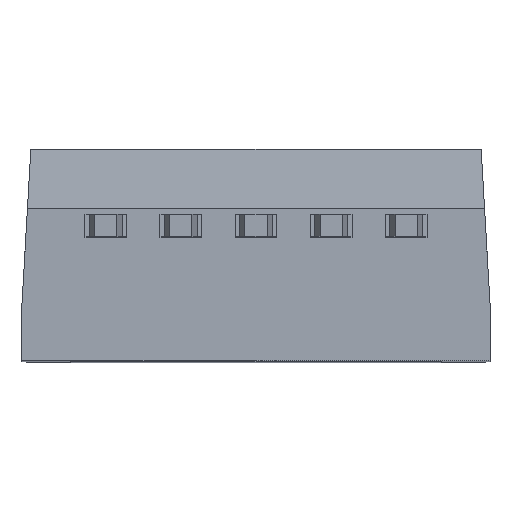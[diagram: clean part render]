
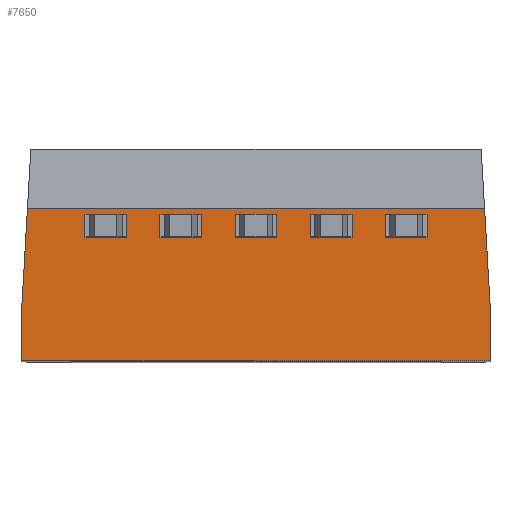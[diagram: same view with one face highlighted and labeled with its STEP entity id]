
A CAD part, top view. The second image highlights one B-rep face of the part: STEP entity #7650.
In plain terms, the highlighted planar face has unit normal (0, 0, 1).
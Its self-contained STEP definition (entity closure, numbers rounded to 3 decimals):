
#65=DIRECTION('',(1.,0.,0.));
#66=VECTOR('',#65,10.6);
#67=CARTESIAN_POINT('',(-5.3,0.,0.));
#68=LINE('',#67,#66);
#198=DIRECTION('',(0.,1.,0.));
#199=VECTOR('',#198,1.3);
#200=CARTESIAN_POINT('',(5.3,0.,0.));
#201=LINE('',#200,#199);
#219=DIRECTION('',(-0.057,0.998,0.));
#220=VECTOR('',#219,2.154);
#221=CARTESIAN_POINT('',(5.3,1.3,0.));
#222=LINE('',#221,#220);
#226=DIRECTION('',(0.,1.,0.));
#227=VECTOR('',#226,1.3);
#228=CARTESIAN_POINT('',(-5.3,0.,0.));
#229=LINE('',#228,#227);
#233=DIRECTION('',(-0.057,-0.998,0.));
#234=VECTOR('',#233,2.154);
#235=CARTESIAN_POINT('',(-5.177,3.45,0.));
#236=LINE('',#235,#234);
#240=DIRECTION('',(1.,0.,0.));
#241=VECTOR('',#240,10.354);
#242=CARTESIAN_POINT('',(-5.177,3.45,0.));
#243=LINE('',#242,#241);
#247=DIRECTION('',(1.,0.,0.));
#248=VECTOR('',#247,0.75);
#249=CARTESIAN_POINT('',(-3.775,2.8,0.));
#250=LINE('',#249,#248);
#254=DIRECTION('',(0.,1.,0.));
#255=VECTOR('',#254,0.5);
#256=CARTESIAN_POINT('',(-3.025,2.8,0.));
#257=LINE('',#256,#255);
#261=DIRECTION('',(1.,0.,0.));
#262=VECTOR('',#261,0.75);
#263=CARTESIAN_POINT('',(-3.775,3.3,0.));
#264=LINE('',#263,#262);
#268=DIRECTION('',(0.,1.,0.));
#269=VECTOR('',#268,0.5);
#270=CARTESIAN_POINT('',(-3.775,2.8,0.));
#271=LINE('',#270,#269);
#275=DIRECTION('',(1.,0.,0.));
#276=VECTOR('',#275,0.75);
#277=CARTESIAN_POINT('',(-2.075,2.8,0.));
#278=LINE('',#277,#276);
#282=DIRECTION('',(0.,1.,0.));
#283=VECTOR('',#282,0.5);
#284=CARTESIAN_POINT('',(-1.325,2.8,0.));
#285=LINE('',#284,#283);
#289=DIRECTION('',(1.,0.,0.));
#290=VECTOR('',#289,0.75);
#291=CARTESIAN_POINT('',(-2.075,3.3,0.));
#292=LINE('',#291,#290);
#296=DIRECTION('',(0.,1.,0.));
#297=VECTOR('',#296,0.5);
#298=CARTESIAN_POINT('',(-2.075,2.8,0.));
#299=LINE('',#298,#297);
#303=DIRECTION('',(1.,0.,0.));
#304=VECTOR('',#303,0.75);
#305=CARTESIAN_POINT('',(-0.375,2.8,0.));
#306=LINE('',#305,#304);
#310=DIRECTION('',(0.,1.,0.));
#311=VECTOR('',#310,0.5);
#312=CARTESIAN_POINT('',(0.375,2.8,0.));
#313=LINE('',#312,#311);
#317=DIRECTION('',(1.,0.,0.));
#318=VECTOR('',#317,0.75);
#319=CARTESIAN_POINT('',(-0.375,3.3,0.));
#320=LINE('',#319,#318);
#324=DIRECTION('',(0.,1.,0.));
#325=VECTOR('',#324,0.5);
#326=CARTESIAN_POINT('',(-0.375,2.8,0.));
#327=LINE('',#326,#325);
#331=DIRECTION('',(1.,0.,0.));
#332=VECTOR('',#331,0.75);
#333=CARTESIAN_POINT('',(1.325,2.8,0.));
#334=LINE('',#333,#332);
#338=DIRECTION('',(0.,1.,0.));
#339=VECTOR('',#338,0.5);
#340=CARTESIAN_POINT('',(2.075,2.8,0.));
#341=LINE('',#340,#339);
#345=DIRECTION('',(1.,0.,0.));
#346=VECTOR('',#345,0.75);
#347=CARTESIAN_POINT('',(1.325,3.3,0.));
#348=LINE('',#347,#346);
#352=DIRECTION('',(0.,1.,0.));
#353=VECTOR('',#352,0.5);
#354=CARTESIAN_POINT('',(1.325,2.8,0.));
#355=LINE('',#354,#353);
#359=DIRECTION('',(1.,0.,0.));
#360=VECTOR('',#359,0.75);
#361=CARTESIAN_POINT('',(3.025,2.8,0.));
#362=LINE('',#361,#360);
#366=DIRECTION('',(0.,1.,0.));
#367=VECTOR('',#366,0.5);
#368=CARTESIAN_POINT('',(3.775,2.8,0.));
#369=LINE('',#368,#367);
#373=DIRECTION('',(1.,0.,0.));
#374=VECTOR('',#373,0.75);
#375=CARTESIAN_POINT('',(3.025,3.3,0.));
#376=LINE('',#375,#374);
#380=DIRECTION('',(0.,1.,0.));
#381=VECTOR('',#380,0.5);
#382=CARTESIAN_POINT('',(3.025,2.8,0.));
#383=LINE('',#382,#381);
#6173=CARTESIAN_POINT('',(-5.3,0.,0.));
#6174=CARTESIAN_POINT('',(5.3,0.,0.));
#6175=VERTEX_POINT('',#6173);
#6176=VERTEX_POINT('',#6174);
#6181=CARTESIAN_POINT('',(5.3,1.3,0.));
#6183=VERTEX_POINT('',#6181);
#6185=CARTESIAN_POINT('',(5.177,3.45,0.));
#6186=VERTEX_POINT('',#6185);
#6195=CARTESIAN_POINT('',(-5.177,3.45,0.));
#6196=CARTESIAN_POINT('',(-5.3,1.3,0.));
#6197=VERTEX_POINT('',#6195);
#6198=VERTEX_POINT('',#6196);
#6261=CARTESIAN_POINT('',(-3.775,2.8,0.));
#6262=CARTESIAN_POINT('',(-3.025,2.8,0.));
#6263=VERTEX_POINT('',#6261);
#6264=VERTEX_POINT('',#6262);
#6265=CARTESIAN_POINT('',(-2.075,2.8,0.));
#6266=CARTESIAN_POINT('',(-1.325,2.8,0.));
#6267=VERTEX_POINT('',#6265);
#6268=VERTEX_POINT('',#6266);
#6269=CARTESIAN_POINT('',(-0.375,2.8,0.));
#6270=CARTESIAN_POINT('',(0.375,2.8,0.));
#6271=VERTEX_POINT('',#6269);
#6272=VERTEX_POINT('',#6270);
#6917=CARTESIAN_POINT('',(-3.775,3.3,0.));
#6918=CARTESIAN_POINT('',(-3.025,3.3,0.));
#6919=VERTEX_POINT('',#6917);
#6920=VERTEX_POINT('',#6918);
#6921=CARTESIAN_POINT('',(-2.075,3.3,0.));
#6922=CARTESIAN_POINT('',(-1.325,3.3,0.));
#6923=VERTEX_POINT('',#6921);
#6924=VERTEX_POINT('',#6922);
#6925=CARTESIAN_POINT('',(-0.375,3.3,0.));
#6926=CARTESIAN_POINT('',(0.375,3.3,0.));
#6927=VERTEX_POINT('',#6925);
#6928=VERTEX_POINT('',#6926);
#7149=CARTESIAN_POINT('',(1.325,2.8,0.));
#7150=CARTESIAN_POINT('',(2.075,2.8,0.));
#7151=VERTEX_POINT('',#7149);
#7152=VERTEX_POINT('',#7150);
#7153=CARTESIAN_POINT('',(3.025,2.8,0.));
#7154=CARTESIAN_POINT('',(3.775,2.8,0.));
#7155=VERTEX_POINT('',#7153);
#7156=VERTEX_POINT('',#7154);
#7157=CARTESIAN_POINT('',(1.325,3.3,0.));
#7158=CARTESIAN_POINT('',(2.075,3.3,0.));
#7159=VERTEX_POINT('',#7157);
#7160=VERTEX_POINT('',#7158);
#7161=CARTESIAN_POINT('',(3.025,3.3,0.));
#7162=CARTESIAN_POINT('',(3.775,3.3,0.));
#7163=VERTEX_POINT('',#7161);
#7164=VERTEX_POINT('',#7162);
#7584=CARTESIAN_POINT('',(-5.3,0.,0.));
#7585=DIRECTION('',(0.,0.,1.));
#7586=DIRECTION('',(1.,0.,0.));
#7587=AXIS2_PLACEMENT_3D('',#7584,#7585,#7586);
#7588=PLANE('',#7587);
#7589=ORIENTED_EDGE('',*,*,#7561,.F.);
#7590=ORIENTED_EDGE('',*,*,#7538,.F.);
#7591=ORIENTED_EDGE('',*,*,#7360,.F.);
#7593=ORIENTED_EDGE('',*,*,#7592,.T.);
#7595=ORIENTED_EDGE('',*,*,#7594,.F.);
#7597=ORIENTED_EDGE('',*,*,#7596,.T.);
#7598=EDGE_LOOP('',(#7589,#7590,#7591,#7593,#7595,#7597));
#7599=FACE_OUTER_BOUND('',#7598,.F.);
#7601=ORIENTED_EDGE('',*,*,#7600,.T.);
#7603=ORIENTED_EDGE('',*,*,#7602,.T.);
#7605=ORIENTED_EDGE('',*,*,#7604,.F.);
#7607=ORIENTED_EDGE('',*,*,#7606,.F.);
#7608=EDGE_LOOP('',(#7601,#7603,#7605,#7607));
#7609=FACE_BOUND('',#7608,.F.);
#7611=ORIENTED_EDGE('',*,*,#7610,.T.);
#7613=ORIENTED_EDGE('',*,*,#7612,.T.);
#7615=ORIENTED_EDGE('',*,*,#7614,.F.);
#7617=ORIENTED_EDGE('',*,*,#7616,.F.);
#7618=EDGE_LOOP('',(#7611,#7613,#7615,#7617));
#7619=FACE_BOUND('',#7618,.F.);
#7621=ORIENTED_EDGE('',*,*,#7620,.T.);
#7623=ORIENTED_EDGE('',*,*,#7622,.T.);
#7625=ORIENTED_EDGE('',*,*,#7624,.F.);
#7627=ORIENTED_EDGE('',*,*,#7626,.F.);
#7628=EDGE_LOOP('',(#7621,#7623,#7625,#7627));
#7629=FACE_BOUND('',#7628,.F.);
#7631=ORIENTED_EDGE('',*,*,#7630,.T.);
#7633=ORIENTED_EDGE('',*,*,#7632,.T.);
#7635=ORIENTED_EDGE('',*,*,#7634,.F.);
#7637=ORIENTED_EDGE('',*,*,#7636,.F.);
#7638=EDGE_LOOP('',(#7631,#7633,#7635,#7637));
#7639=FACE_BOUND('',#7638,.F.);
#7641=ORIENTED_EDGE('',*,*,#7640,.T.);
#7643=ORIENTED_EDGE('',*,*,#7642,.T.);
#7645=ORIENTED_EDGE('',*,*,#7644,.F.);
#7647=ORIENTED_EDGE('',*,*,#7646,.F.);
#7648=EDGE_LOOP('',(#7641,#7643,#7645,#7647));
#7649=FACE_BOUND('',#7648,.F.);
#7650=ADVANCED_FACE('',(#7599,#7609,#7619,#7629,#7639,#7649),#7588,.T.);
#7360=EDGE_CURVE('',#6175,#6176,#68,.T.);
#7538=EDGE_CURVE('',#6176,#6183,#201,.T.);
#7561=EDGE_CURVE('',#6183,#6186,#222,.T.);
#7592=EDGE_CURVE('',#6175,#6198,#229,.T.);
#7594=EDGE_CURVE('',#6197,#6198,#236,.T.);
#7596=EDGE_CURVE('',#6197,#6186,#243,.T.);
#7600=EDGE_CURVE('',#6263,#6264,#250,.T.);
#7602=EDGE_CURVE('',#6264,#6920,#257,.T.);
#7604=EDGE_CURVE('',#6919,#6920,#264,.T.);
#7606=EDGE_CURVE('',#6263,#6919,#271,.T.);
#7610=EDGE_CURVE('',#6267,#6268,#278,.T.);
#7612=EDGE_CURVE('',#6268,#6924,#285,.T.);
#7614=EDGE_CURVE('',#6923,#6924,#292,.T.);
#7616=EDGE_CURVE('',#6267,#6923,#299,.T.);
#7620=EDGE_CURVE('',#6271,#6272,#306,.T.);
#7622=EDGE_CURVE('',#6272,#6928,#313,.T.);
#7624=EDGE_CURVE('',#6927,#6928,#320,.T.);
#7626=EDGE_CURVE('',#6271,#6927,#327,.T.);
#7630=EDGE_CURVE('',#7151,#7152,#334,.T.);
#7632=EDGE_CURVE('',#7152,#7160,#341,.T.);
#7634=EDGE_CURVE('',#7159,#7160,#348,.T.);
#7636=EDGE_CURVE('',#7151,#7159,#355,.T.);
#7640=EDGE_CURVE('',#7155,#7156,#362,.T.);
#7642=EDGE_CURVE('',#7156,#7164,#369,.T.);
#7644=EDGE_CURVE('',#7163,#7164,#376,.T.);
#7646=EDGE_CURVE('',#7155,#7163,#383,.T.);
